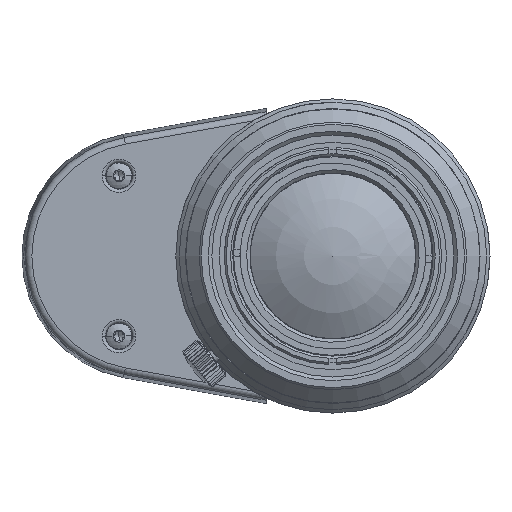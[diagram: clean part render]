
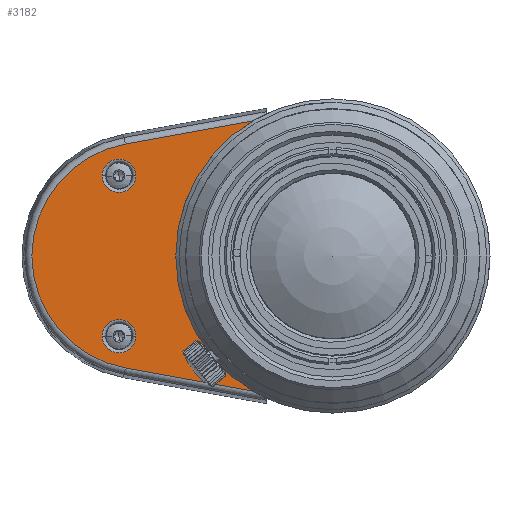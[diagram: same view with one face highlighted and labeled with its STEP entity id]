
A CAD part, left-side view. The second image highlights one B-rep face of the part: STEP entity #3182.
In plain terms, the highlighted planar face has unit normal (-1, 0, 0).
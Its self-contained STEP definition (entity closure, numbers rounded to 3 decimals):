
#1847=PLANE('',#24405);
#2169=FACE_BOUND('',#5986,.T.);
#2170=FACE_BOUND('',#5987,.T.);
#2171=FACE_BOUND('',#5988,.T.);
#3182=ADVANCED_FACE('',(#2169,#2170,#2171),#1847,.F.);
#5986=EDGE_LOOP('',(#12946,#12947));
#5987=EDGE_LOOP('',(#12948,#12949));
#5988=EDGE_LOOP('',(#12950,#12951,#12952,#12953,#12954));
#7874=LINE('',#37109,#9303);
#7875=LINE('',#37112,#9304);
#9303=VECTOR('',#28511,1.);
#9304=VECTOR('',#28514,1.);
#12946=ORIENTED_EDGE('',*,*,#20644,.T.);
#12947=ORIENTED_EDGE('',*,*,#20701,.T.);
#12948=ORIENTED_EDGE('',*,*,#20640,.T.);
#12949=ORIENTED_EDGE('',*,*,#20702,.T.);
#12950=ORIENTED_EDGE('',*,*,#20703,.T.);
#12951=ORIENTED_EDGE('',*,*,#20704,.T.);
#12952=ORIENTED_EDGE('',*,*,#20683,.F.);
#12953=ORIENTED_EDGE('',*,*,#20705,.F.);
#12954=ORIENTED_EDGE('',*,*,#20706,.T.);
#17595=VERTEX_POINT('',#36927);
#17596=VERTEX_POINT('',#36929);
#17599=VERTEX_POINT('',#36936);
#17600=VERTEX_POINT('',#36938);
#17630=VERTEX_POINT('',#37056);
#17631=VERTEX_POINT('',#37058);
#17646=VERTEX_POINT('',#37107);
#17647=VERTEX_POINT('',#37108);
#17648=VERTEX_POINT('',#37111);
#20640=EDGE_CURVE('',#17596,#17595,#22928,.T.);
#20644=EDGE_CURVE('',#17600,#17599,#22932,.T.);
#20683=EDGE_CURVE('',#17630,#17631,#22957,.T.);
#20701=EDGE_CURVE('',#17599,#17600,#22965,.T.);
#20702=EDGE_CURVE('',#17595,#17596,#22966,.T.);
#20703=EDGE_CURVE('',#17646,#17647,#22967,.T.);
#20704=EDGE_CURVE('',#17647,#17631,#7874,.T.);
#20705=EDGE_CURVE('',#17648,#17630,#22968,.T.);
#20706=EDGE_CURVE('',#17648,#17646,#7875,.T.);
#22928=CIRCLE('',#24347,2.5);
#22932=CIRCLE('',#24352,2.5);
#22957=CIRCLE('',#24388,23.5);
#22965=CIRCLE('',#24401,2.5);
#22966=CIRCLE('',#24402,2.5);
#22967=CIRCLE('',#24403,17.022);
#22968=CIRCLE('',#24404,23.5);
#24347=AXIS2_PLACEMENT_3D('',#36928,#28378,#28379);
#24352=AXIS2_PLACEMENT_3D('',#36937,#28388,#28389);
#24388=AXIS2_PLACEMENT_3D('',#37057,#28471,#28472);
#24401=AXIS2_PLACEMENT_3D('',#37104,#28505,#28506);
#24402=AXIS2_PLACEMENT_3D('',#37105,#28507,#28508);
#24403=AXIS2_PLACEMENT_3D('',#37106,#28509,#28510);
#24404=AXIS2_PLACEMENT_3D('',#37110,#28512,#28513);
#24405=AXIS2_PLACEMENT_3D('',#37113,#28515,#28516);
#28378=DIRECTION('',(1.,0.,0.));
#28379=DIRECTION('',(0.,-1.,0.));
#28388=DIRECTION('',(1.,0.,0.));
#28389=DIRECTION('',(0.,-1.,0.));
#28471=DIRECTION('',(-1.,0.,0.));
#28472=DIRECTION('',(0.,-1.,0.));
#28505=DIRECTION('',(1.,0.,0.));
#28506=DIRECTION('',(0.,-1.,0.));
#28507=DIRECTION('',(1.,0.,0.));
#28508=DIRECTION('',(0.,-1.,0.));
#28509=DIRECTION('',(-1.,0.,0.));
#28510=DIRECTION('',(0.,-1.,0.));
#28511=DIRECTION('',(0.,-0.984,-0.179));
#28512=DIRECTION('',(-1.,0.,0.));
#28513=DIRECTION('',(0.,-1.,0.));
#28514=DIRECTION('',(0.,0.984,-0.179));
#28515=DIRECTION('',(1.,0.,0.));
#28516=DIRECTION('',(0.,1.,0.));
#36927=CARTESIAN_POINT('',(-53.101,34.5,-12.));
#36928=CARTESIAN_POINT('',(-53.101,32.,-12.));
#36929=CARTESIAN_POINT('',(-53.101,29.5,-12.));
#36936=CARTESIAN_POINT('',(-53.101,34.5,12.));
#36937=CARTESIAN_POINT('',(-53.101,32.,12.));
#36938=CARTESIAN_POINT('',(-53.101,29.5,12.));
#37056=CARTESIAN_POINT('',(-53.101,23.5,0.));
#37057=CARTESIAN_POINT('',(-53.101,0.,0.));
#37058=CARTESIAN_POINT('',(-53.101,12.004,-20.203));
#37104=CARTESIAN_POINT('',(-53.101,32.,12.));
#37105=CARTESIAN_POINT('',(-53.101,32.,-12.));
#37106=CARTESIAN_POINT('',(-53.101,28.,0.));
#37107=CARTESIAN_POINT('',(-53.101,31.04,16.748));
#37108=CARTESIAN_POINT('',(-53.101,31.04,-16.748));
#37109=CARTESIAN_POINT('',(-53.101,31.04,-16.748));
#37110=CARTESIAN_POINT('',(-53.101,0.,0.));
#37111=CARTESIAN_POINT('',(-53.101,12.004,20.203));
#37112=CARTESIAN_POINT('',(-53.101,31.04,16.748));
#37113=CARTESIAN_POINT('',(-53.101,28.,0.));
